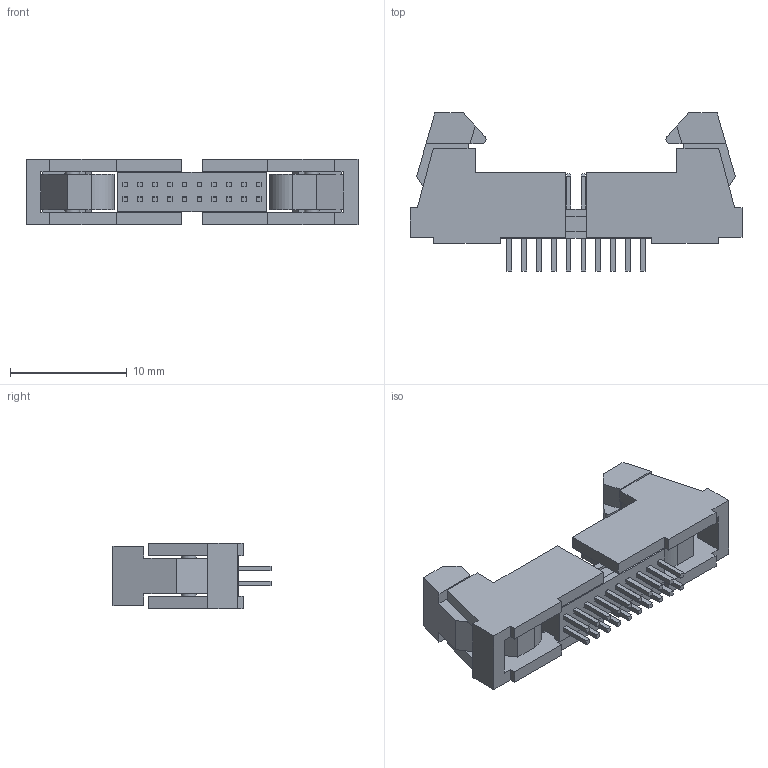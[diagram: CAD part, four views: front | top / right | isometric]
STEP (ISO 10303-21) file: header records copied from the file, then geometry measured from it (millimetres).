
FILE_DESCRIPTION(/* description */ ('STEP AP214'),/* implementation_level */ '2;1');
FILE_NAME(/* name */ 'FTSH-110-01-L-D-EJ',/* time_stamp */ '2025-04-11T15:30:32+02:00',/* author */ ('License CC BY-ND 4.0'),/* organization */ ('CADENAS'),/* preprocessor_version */ 'ST-DEVELOPER v19.3',/* originating_system */ 'PARTsolutions',/* authorisation */ ' ');
FILE_SCHEMA (('AUTOMOTIVE_DESIGN {1 0 10303 214 3 1 1}'));
Length unit declared in the file: inch
Products named in the file (5): FTSH-110-01-L-D-EJ; FTSH-110-01-L-D-EJ_body; FTSH-110-01-L-D-EJ_pins1; FTSH-110-01-L-D-EJ_pins2; FTSH-EJ_shrouds
Assembly tree (5 placements, depth 2):
  FTSH-110-01-L-D-EJ
    FTSH-110-01-L-D-EJ_body
    FTSH-110-01-L-D-EJ_pins1
    FTSH-110-01-L-D-EJ_pins2
    FTSH-EJ_shrouds  x2
Bounding box: 28.47 x 13.55 x 5.65 mm (x, y, z)
Volume: 771.4 mm3; surface area: 1794.7 mm2
Topology: 5 solids, 5 shells, 468 faces, 1284 edges, 830 vertices
Faces by surface type: plane 460, cylinder 8
Full cylindrical faces by diameter (mm): 1.27 x4
Entity records: 13201 total; most frequent: CARTESIAN_POINT 2326, ORIENTED_EDGE 2308, DIRECTION 2018, EDGE_CURVE 1154, LINE 1146, VECTOR 1146, VERTEX_POINT 744, EDGE_LOOP 468
